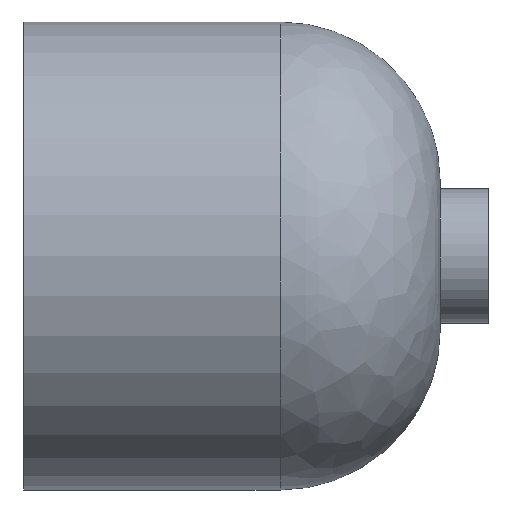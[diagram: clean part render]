
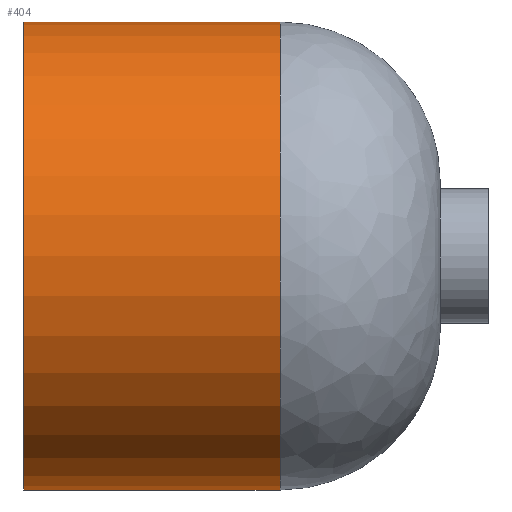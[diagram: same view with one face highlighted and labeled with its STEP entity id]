
A CAD part, top view. The second image highlights one B-rep face of the part: STEP entity #404.
In plain terms, the highlighted cylindrical face has radius 73 mm (diameter 146 mm), a partial arc.
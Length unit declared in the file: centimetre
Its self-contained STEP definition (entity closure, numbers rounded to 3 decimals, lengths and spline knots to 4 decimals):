
#25=CARTESIAN_POINT('',(-3.,0.,0.));
#26=DIRECTION('',(1.,0.,0.));
#27=DIRECTION('',(0.,1.,0.));
#28=AXIS2_PLACEMENT_3D('',#25,#26,#27);
#49=DIRECTION('',(-1.,0.,0.));
#50=VECTOR('',#49,8.);
#51=CARTESIAN_POINT('',(5.,7.3,0.));
#52=LINE('',#51,#50);
#56=DIRECTION('',(-1.,0.,0.));
#57=VECTOR('',#56,8.);
#58=CARTESIAN_POINT('',(5.,-7.3,0.));
#59=LINE('',#58,#57);
#71=CARTESIAN_POINT('',(5.,0.,0.));
#72=DIRECTION('',(1.,0.,0.));
#73=DIRECTION('',(0.,1.,0.));
#74=AXIS2_PLACEMENT_3D('',#71,#72,#73);
#320=CARTESIAN_POINT('',(5.,7.3,0.));
#322=VERTEX_POINT('',#320);
#323=CARTESIAN_POINT('',(-3.,7.3,0.));
#324=VERTEX_POINT('',#323);
#334=CARTESIAN_POINT('',(5.,-7.3,0.));
#336=VERTEX_POINT('',#334);
#337=CARTESIAN_POINT('',(-3.,-7.3,0.));
#338=VERTEX_POINT('',#337);
#392=CARTESIAN_POINT('',(-3.725,0.,0.));
#393=DIRECTION('',(1.,0.,0.));
#394=DIRECTION('',(0.,-1.,0.));
#395=AXIS2_PLACEMENT_3D('',#392,#393,#394);
#396=CYLINDRICAL_SURFACE('',#395,7.3);
#397=ORIENTED_EDGE('',*,*,#382,.F.);
#399=ORIENTED_EDGE('',*,*,#398,.T.);
#400=ORIENTED_EDGE('',*,*,#385,.T.);
#401=ORIENTED_EDGE('',*,*,#366,.F.);
#402=EDGE_LOOP('',(#397,#399,#400,#401));
#403=FACE_OUTER_BOUND('',#402,.F.);
#29=CIRCLE('',#28,7.3);
#75=CIRCLE('',#74,7.3);
#366=EDGE_CURVE('',#324,#338,#29,.T.);
#382=EDGE_CURVE('',#322,#324,#52,.T.);
#385=EDGE_CURVE('',#336,#338,#59,.T.);
#398=EDGE_CURVE('',#322,#336,#75,.T.);
#404=ADVANCED_FACE('',(#403),#396,.T.);
